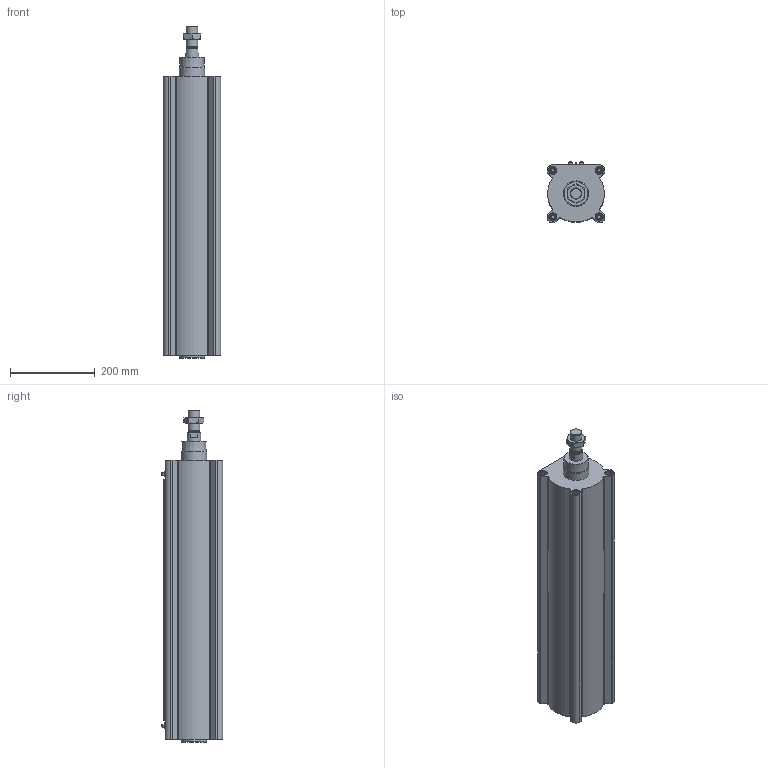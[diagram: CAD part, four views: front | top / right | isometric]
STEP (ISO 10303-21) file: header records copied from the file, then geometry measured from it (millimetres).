
FILE_DESCRIPTION(/* description */ ('STEP AP214'),/* implementation_level */ '2;1');
FILE_NAME(/* name */ '1785023_DSBF-C-125-500-PPVA-N3-R',/* time_stamp */ '2024-08-21T10:20:14+02:00',/* author */ ('License CC BY-ND 4.0'),/* organization */ ('CADENAS'),/* preprocessor_version */ 'ST-DEVELOPER v19.3',/* originating_system */ 'PARTsolutions',/* authorisation */ ' ');
FILE_SCHEMA (('AUTOMOTIVE_DESIGN {1 0 10303 214 3 1 1}'));
Length unit declared in the file: millimetre
Products named in the file (4): 1785023 DSBF-C-125-500-PPVA-N3-R---(0); 1755169 DSBF-C-125-500-PPVA--R_(Z_1); 1755169 DSBF-C-125-500_(K); DIN-439-B - M27x2(F)
Assembly tree (3 placements, depth 2):
  1785023 DSBF-C-125-500-PPVA-N3-R---(0)
    1755169 DSBF-C-125-500-PPVA--R_(Z_1)
    1755169 DSBF-C-125-500_(K)
    DIN-439-B - M27x2(F)
Bounding box: 136 x 145.1 x 785 mm (x, y, z)
Volume: 5503079.3 mm3; surface area: 829802.4 mm2
Topology: 3 solids, 3 shells, 244 faces, 552 edges, 354 vertices
Faces by surface type: plane 134, cylinder 62, cone 42, torus 6
Full cylindrical faces by diameter (mm): 5.775 x2, 7.4 x2, 10.106 x8, 18 x8, 18.631 x2, 19.6 x8, 24.3 x1, 24.835 x1, 27 x1, 32 x2, 60 x2, 125 x2
Entity records: 8102 total; most frequent: CARTESIAN_POINT 1458, DIRECTION 1041, ORIENTED_EDGE 908, EDGE_CURVE 454, AXIS2_PLACEMENT_3D 416, EDGE_LOOP 373, FACE_BOUND 373, VERTEX_POINT 341
